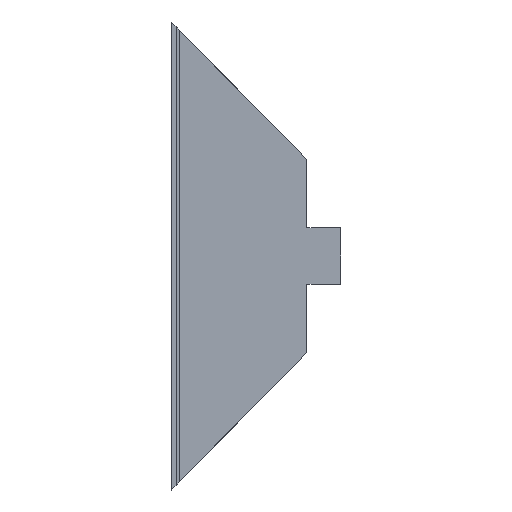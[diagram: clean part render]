
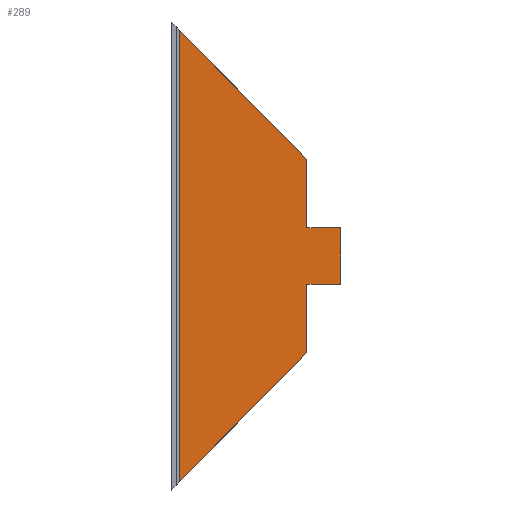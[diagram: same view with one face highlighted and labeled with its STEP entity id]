
A CAD part, front view. The second image highlights one B-rep face of the part: STEP entity #289.
In plain terms, the highlighted planar face has unit normal (0, -1, 0).
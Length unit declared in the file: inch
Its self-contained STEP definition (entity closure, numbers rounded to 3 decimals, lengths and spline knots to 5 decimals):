
#23=FACE_OUTER_BOUND('',#38,.T.);
#38=EDGE_LOOP('',(#229,#230,#231,#232,#233,#234,#235,#236));
#48=LINE('',#405,#87);
#60=LINE('',#429,#99);
#73=LINE('',#456,#112);
#74=LINE('',#458,#113);
#75=LINE('',#460,#114);
#76=LINE('',#462,#115);
#77=LINE('',#464,#116);
#78=LINE('',#465,#117);
#87=VECTOR('',#332,0.3937);
#99=VECTOR('',#350,0.3937);
#112=VECTOR('',#373,0.3937);
#113=VECTOR('',#374,0.3937);
#114=VECTOR('',#375,0.3937);
#115=VECTOR('',#376,0.3937);
#116=VECTOR('',#377,0.3937);
#117=VECTOR('',#378,0.3937);
#124=VERTEX_POINT('',#399);
#126=VERTEX_POINT('',#403);
#135=VERTEX_POINT('',#427);
#144=VERTEX_POINT('',#455);
#145=VERTEX_POINT('',#457);
#146=VERTEX_POINT('',#459);
#147=VERTEX_POINT('',#461);
#148=VERTEX_POINT('',#463);
#152=EDGE_CURVE('',#124,#126,#48,.T.);
#164=EDGE_CURVE('',#126,#135,#60,.T.);
#177=EDGE_CURVE('',#135,#144,#73,.T.);
#178=EDGE_CURVE('',#144,#145,#74,.T.);
#179=EDGE_CURVE('',#145,#146,#75,.T.);
#180=EDGE_CURVE('',#146,#147,#76,.T.);
#181=EDGE_CURVE('',#147,#148,#77,.T.);
#182=EDGE_CURVE('',#148,#124,#78,.T.);
#229=ORIENTED_EDGE('',*,*,#152,.T.);
#230=ORIENTED_EDGE('',*,*,#164,.T.);
#231=ORIENTED_EDGE('',*,*,#177,.T.);
#232=ORIENTED_EDGE('',*,*,#178,.T.);
#233=ORIENTED_EDGE('',*,*,#179,.T.);
#234=ORIENTED_EDGE('',*,*,#180,.T.);
#235=ORIENTED_EDGE('',*,*,#181,.T.);
#236=ORIENTED_EDGE('',*,*,#182,.T.);
#274=PLANE('',#318);
#289=ADVANCED_FACE('',(#23),#274,.F.);
#318=AXIS2_PLACEMENT_3D('',#454,#371,#372);
#332=DIRECTION('',(0.,0.,-1.));
#350=DIRECTION('',(0.702,0.,0.712));
#371=DIRECTION('center_axis',(0.,1.,0.));
#372=DIRECTION('ref_axis',(1.,0.,0.));
#373=DIRECTION('',(0.,0.,1.));
#374=DIRECTION('',(1.,0.,0.));
#375=DIRECTION('',(0.,0.,1.));
#376=DIRECTION('',(-1.,0.,0.));
#377=DIRECTION('',(0.,0.,1.));
#378=DIRECTION('',(-0.702,0.,0.712));
#399=CARTESIAN_POINT('',(106.875,45.125,-648.27527));
#403=CARTESIAN_POINT('',(106.875,45.125,-683.47473));
#405=CARTESIAN_POINT('',(106.875,45.125,-656.9375));
#427=CARTESIAN_POINT('',(116.8125,45.125,-673.40473));
#429=CARTESIAN_POINT('',(119.38858,45.125,-670.7943));
#454=CARTESIAN_POINT('Origin',(119.625,45.125,-665.875));
#455=CARTESIAN_POINT('',(116.8125,45.125,-668.0625));
#456=CARTESIAN_POINT('',(116.8125,45.125,-666.96875));
#457=CARTESIAN_POINT('',(119.4375,45.125,-668.0625));
#458=CARTESIAN_POINT('',(119.53125,45.125,-668.0625));
#459=CARTESIAN_POINT('',(119.4375,45.125,-663.6875));
#460=CARTESIAN_POINT('',(119.4375,45.125,-664.78125));
#461=CARTESIAN_POINT('',(116.8125,45.125,-663.6875));
#462=CARTESIAN_POINT('',(118.21875,45.125,-663.6875));
#463=CARTESIAN_POINT('',(116.8125,45.125,-658.34527));
#464=CARTESIAN_POINT('',(116.8125,45.125,-662.11014));
#465=CARTESIAN_POINT('',(114.0406,45.125,-655.53641));
